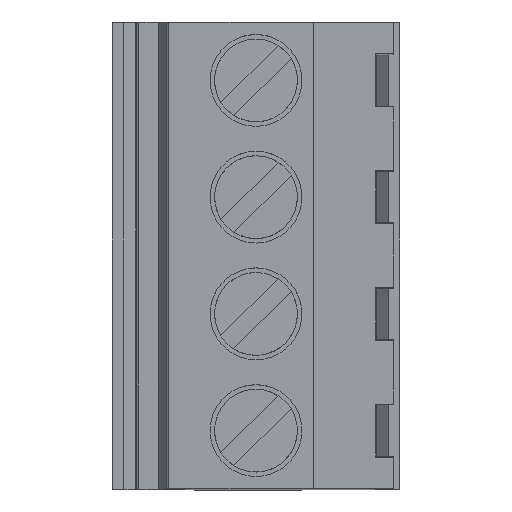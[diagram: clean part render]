
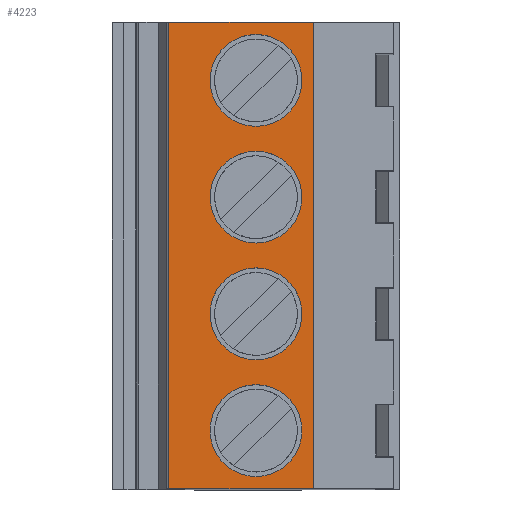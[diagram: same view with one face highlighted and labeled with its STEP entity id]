
A CAD part, top view. The second image highlights one B-rep face of the part: STEP entity #4223.
In plain terms, the highlighted planar face has unit normal (0, 0, 1).
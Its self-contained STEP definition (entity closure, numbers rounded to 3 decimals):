
#112=CIRCLE('',#4358,2.);
#126=CIRCLE('',#4403,2.);
#145=CIRCLE('',#4496,2.);
#153=CIRCLE('',#4537,2.);
#933=ORIENTED_EDGE('',*,*,#1519,.F.);
#934=ORIENTED_EDGE('',*,*,#1583,.F.);
#935=ORIENTED_EDGE('',*,*,#1773,.F.);
#936=ORIENTED_EDGE('',*,*,#1818,.T.);
#937=ORIENTED_EDGE('',*,*,#1378,.T.);
#938=ORIENTED_EDGE('',*,*,#1819,.F.);
#939=ORIENTED_EDGE('',*,*,#1430,.T.);
#940=ORIENTED_EDGE('',*,*,#1820,.F.);
#1378=EDGE_CURVE('',#1978,#1977,#2380,.T.);
#1430=EDGE_CURVE('',#2030,#2029,#2422,.T.);
#1519=EDGE_CURVE('',#2100,#2100,#112,.T.);
#1583=EDGE_CURVE('',#2148,#2148,#126,.T.);
#1773=EDGE_CURVE('',#2270,#2270,#145,.T.);
#1818=EDGE_CURVE('',#2029,#1978,#2744,.T.);
#1819=EDGE_CURVE('',#2030,#1977,#2745,.T.);
#1820=EDGE_CURVE('',#2292,#2292,#153,.T.);
#1977=VERTEX_POINT('',#5794);
#1978=VERTEX_POINT('',#5796);
#2029=VERTEX_POINT('',#5899);
#2030=VERTEX_POINT('',#5901);
#2100=VERTEX_POINT('',#6138);
#2148=VERTEX_POINT('',#6305);
#2270=VERTEX_POINT('',#6763);
#2292=VERTEX_POINT('',#6865);
#2380=LINE('',#5795,#2875);
#2422=LINE('',#5900,#2917);
#2744=LINE('',#6861,#3239);
#2745=LINE('',#6863,#3240);
#2875=VECTOR('',#4644,1000.);
#2917=VECTOR('',#4708,1000.);
#3239=VECTOR('',#5460,1000.);
#3240=VECTOR('',#5463,1000.);
#3541=EDGE_LOOP('',(#933));
#3542=EDGE_LOOP('',(#934));
#3543=EDGE_LOOP('',(#935));
#3544=EDGE_LOOP('',(#936,#937,#938,#939));
#3545=EDGE_LOOP('',(#940));
#3802=FACE_BOUND('',#3541,.T.);
#3803=FACE_BOUND('',#3542,.T.);
#3804=FACE_BOUND('',#3543,.T.);
#3805=FACE_BOUND('',#3544,.T.);
#3806=FACE_BOUND('',#3545,.T.);
#4010=PLANE('',#4536);
#4223=ADVANCED_FACE('',(#3802,#3803,#3804,#3805,#3806),#4010,.F.);
#4358=AXIS2_PLACEMENT_3D('',#6137,#4858,#4859);
#4403=AXIS2_PLACEMENT_3D('',#6304,#4995,#4996);
#4496=AXIS2_PLACEMENT_3D('',#6762,#5343,#5344);
#4536=AXIS2_PLACEMENT_3D('',#6862,#5461,#5462);
#4537=AXIS2_PLACEMENT_3D('',#6864,#5464,#5465);
#4644=DIRECTION('',(1.,0.,0.));
#4708=DIRECTION('',(-1.,0.,0.));
#4858=DIRECTION('',(0.,0.,1.));
#4859=DIRECTION('',(1.,0.,0.));
#4995=DIRECTION('',(0.,0.,1.));
#4996=DIRECTION('',(1.,0.,0.));
#5343=DIRECTION('',(0.,0.,1.));
#5344=DIRECTION('',(1.,0.,0.));
#5460=DIRECTION('',(0.,-1.,0.));
#5461=DIRECTION('',(0.,0.,-1.));
#5462=DIRECTION('',(-1.,0.,0.));
#5463=DIRECTION('',(0.,-1.,0.));
#5464=DIRECTION('',(0.,0.,1.));
#5465=DIRECTION('',(1.,0.,0.));
#5794=CARTESIAN_POINT('',(2.5,-15.28,8.95));
#5795=CARTESIAN_POINT('',(-3.8,-15.28,8.95));
#5796=CARTESIAN_POINT('',(-3.8,-15.28,8.95));
#5899=CARTESIAN_POINT('',(-3.8,5.04,8.95));
#5900=CARTESIAN_POINT('',(-3.8,5.04,8.95));
#5901=CARTESIAN_POINT('',(2.5,5.04,8.95));
#6137=CARTESIAN_POINT('',(0.,-2.58,8.95));
#6138=CARTESIAN_POINT('',(2.,-2.58,8.95));
#6304=CARTESIAN_POINT('',(0.,-7.66,8.95));
#6305=CARTESIAN_POINT('',(2.,-7.66,8.95));
#6762=CARTESIAN_POINT('',(0.,-12.74,8.95));
#6763=CARTESIAN_POINT('',(2.,-12.74,8.95));
#6861=CARTESIAN_POINT('',(-3.8,5.,8.95));
#6862=CARTESIAN_POINT('',(-3.8,5.,8.95));
#6863=CARTESIAN_POINT('',(2.5,5.,8.95));
#6864=CARTESIAN_POINT('',(0.,2.5,8.95));
#6865=CARTESIAN_POINT('',(2.,2.5,8.95));
